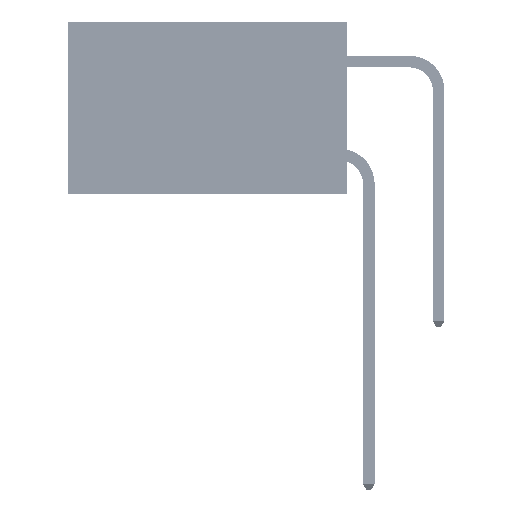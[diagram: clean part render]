
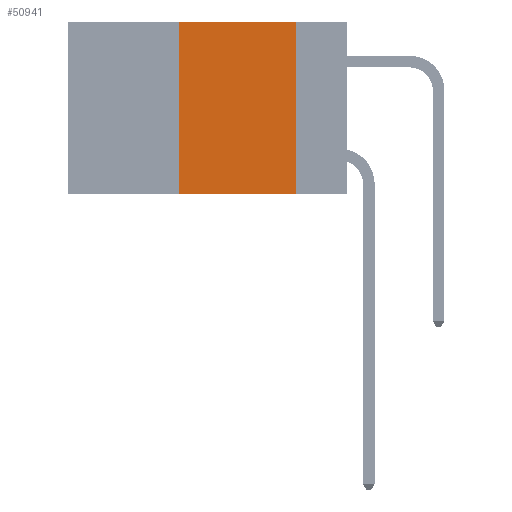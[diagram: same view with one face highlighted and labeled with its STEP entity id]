
A CAD part, left-side view. The second image highlights one B-rep face of the part: STEP entity #50941.
In plain terms, the highlighted planar face has unit normal (-1, 0, 0).
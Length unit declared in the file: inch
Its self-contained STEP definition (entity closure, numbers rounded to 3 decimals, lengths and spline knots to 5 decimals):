
#2618 = DIRECTION ( 'NONE',  ( 0., -1., 0. ) ) ;
#4632 = CARTESIAN_POINT ( 'NONE',  ( 0., 0.36, 0. ) ) ;
#9697 = LINE ( 'NONE', #30105, #41478 ) ;
#14904 = LINE ( 'NONE', #24113, #46559 ) ;
#15310 = AXIS2_PLACEMENT_3D ( 'NONE', #37010, #20591, #49428 ) ;
#17296 = ORIENTED_EDGE ( 'NONE', *, *, #40550, .T. ) ;
#17455 = VERTEX_POINT ( 'NONE', #52927 ) ;
#18195 = CARTESIAN_POINT ( 'NONE',  ( 0., 0.36, 0. ) ) ;
#19083 = EDGE_CURVE ( 'NONE', #17455, #32007, #39624, .T. ) ;
#20372 = ORIENTED_EDGE ( 'NONE', *, *, #19083, .F. ) ;
#20591 = DIRECTION ( 'NONE',  ( 1., 0., 0. ) ) ;
#23410 = CARTESIAN_POINT ( 'NONE',  ( 0., 0.6, 0. ) ) ;
#24113 = CARTESIAN_POINT ( 'NONE',  ( 0., 0.6, -0.37 ) ) ;
#26133 = DIRECTION ( 'NONE',  ( 0., 0., -1. ) ) ;
#26943 = ORIENTED_EDGE ( 'NONE', *, *, #40229, .F. ) ;
#28241 = DIRECTION ( 'NONE',  ( 0., -1., 0. ) ) ;
#29787 = VECTOR ( 'NONE', #2618, 39.37008 ) ;
#30105 = CARTESIAN_POINT ( 'NONE',  ( 0., 0.11, 0. ) ) ;
#31104 = LINE ( 'NONE', #23410, #29787 ) ;
#32007 = VERTEX_POINT ( 'NONE', #18195 ) ;
#37010 = CARTESIAN_POINT ( 'NONE',  ( 0., 0.6, 0. ) ) ;
#37700 = DIRECTION ( 'NONE',  ( 0., 0., 1. ) ) ;
#37870 = VERTEX_POINT ( 'NONE', #48080 ) ;
#38954 = ORIENTED_EDGE ( 'NONE', *, *, #40473, .F. ) ;
#39440 = FACE_OUTER_BOUND ( 'NONE', #39661, .T. ) ;
#39624 = LINE ( 'NONE', #4632, #49220 ) ;
#39661 = EDGE_LOOP ( 'NONE', ( #26943, #38954, #20372, #17296 ) ) ;
#40229 = EDGE_CURVE ( 'NONE', #49158, #37870, #9697, .T. ) ;
#40473 = EDGE_CURVE ( 'NONE', #32007, #49158, #31104, .T. ) ;
#40550 = EDGE_CURVE ( 'NONE', #17455, #37870, #14904, .T. ) ;
#41210 = PLANE ( 'NONE',  #15310 ) ;
#41264 = CARTESIAN_POINT ( 'NONE',  ( 0., 0.11, 0. ) ) ;
#41478 = VECTOR ( 'NONE', #26133, 39.37008 ) ;
#46559 = VECTOR ( 'NONE', #28241, 39.37008 ) ;
#48080 = CARTESIAN_POINT ( 'NONE',  ( 0., 0.11, -0.37 ) ) ;
#49158 = VERTEX_POINT ( 'NONE', #41264 ) ;
#49220 = VECTOR ( 'NONE', #37700, 39.37008 ) ;
#49428 = DIRECTION ( 'NONE',  ( 0., 0., -1. ) ) ;
#50941 = ADVANCED_FACE ( 'NONE', ( #39440 ), #41210, .F. ) ;
#52927 = CARTESIAN_POINT ( 'NONE',  ( 0., 0.36, -0.37 ) ) ;
